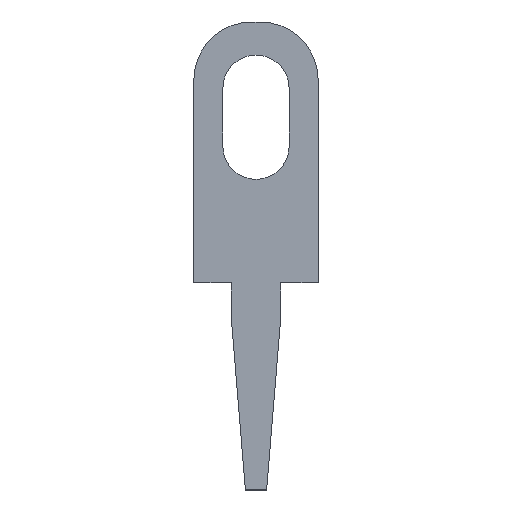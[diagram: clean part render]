
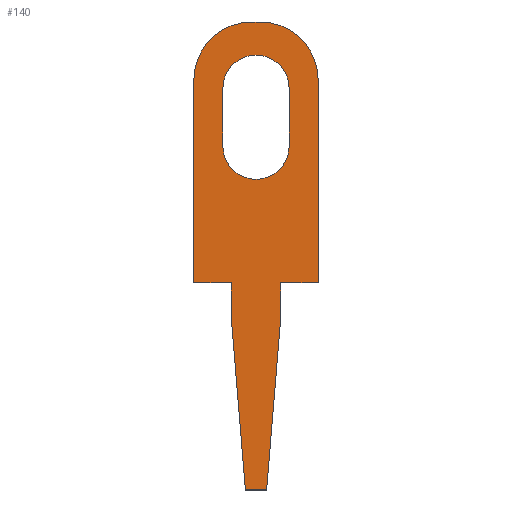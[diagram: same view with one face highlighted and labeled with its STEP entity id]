
A CAD part, top view. The second image highlights one B-rep face of the part: STEP entity #140.
In plain terms, the highlighted planar face has unit normal (0, 0, 1).
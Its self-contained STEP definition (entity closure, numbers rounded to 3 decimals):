
#49 = LINE ( 'NONE', #54, #65 ) ;
#54 = CARTESIAN_POINT ( 'NONE',  ( 0.6, 0., 0.6 ) ) ;
#62 = DIRECTION ( 'NONE',  ( 1., 0., 0. ) ) ;
#65 = VECTOR ( 'NONE', #62, 1000. ) ;
#78 = VERTEX_POINT ( 'NONE', #353 ) ;
#103 = ORIENTED_EDGE ( 'NONE', *, *, #203, .T. ) ;
#105 = VERTEX_POINT ( 'NONE', #399 ) ;
#106 = ORIENTED_EDGE ( 'NONE', *, *, #245, .F. ) ;
#109 = ORIENTED_EDGE ( 'NONE', *, *, #114, .F. ) ;
#110 = ORIENTED_EDGE ( 'NONE', *, *, #236, .F. ) ;
#112 = VERTEX_POINT ( 'NONE', #401 ) ;
#114 = EDGE_CURVE ( 'NONE', #112, #223, #372, .T. ) ;
#132 = EDGE_CURVE ( 'NONE', #151, #174, #376, .T. ) ;
#133 = ORIENTED_EDGE ( 'NONE', *, *, #178, .T. ) ;
#134 = ORIENTED_EDGE ( 'NONE', *, *, #176, .T. ) ;
#135 = VERTEX_POINT ( 'NONE', #425 ) ;
#137 = VERTEX_POINT ( 'NONE', #430 ) ;
#138 = VERTEX_POINT ( 'NONE', #449 ) ;
#139 = ORIENTED_EDGE ( 'NONE', *, *, #147, .T. ) ;
#140 = ADVANCED_FACE ( 'NONE', ( #427, #426 ), #429, .F. ) ;
#141 = EDGE_CURVE ( 'NONE', #177, #78, #470, .T. ) ;
#142 = VERTEX_POINT ( 'NONE', #397 ) ;
#143 = ORIENTED_EDGE ( 'NONE', *, *, #149, .T. ) ;
#144 = VERTEX_POINT ( 'NONE', #396 ) ;
#145 = VERTEX_POINT ( 'NONE', #393 ) ;
#146 = ORIENTED_EDGE ( 'NONE', *, *, #170, .T. ) ;
#147 = EDGE_CURVE ( 'NONE', #137, #145, #466, .T. ) ;
#148 = ORIENTED_EDGE ( 'NONE', *, *, #154, .T. ) ;
#149 = EDGE_CURVE ( 'NONE', #145, #135, #472, .T. ) ;
#150 = ORIENTED_EDGE ( 'NONE', *, *, #132, .T. ) ;
#151 = VERTEX_POINT ( 'NONE', #392 ) ;
#152 = EDGE_CURVE ( 'NONE', #135, #142, #343, .T. ) ;
#153 = ORIENTED_EDGE ( 'NONE', *, *, #152, .T. ) ;
#154 = EDGE_CURVE ( 'NONE', #142, #151, #335, .T. ) ;
#155 = EDGE_CURVE ( 'NONE', #156, #144, #471, .T. ) ;
#156 = VERTEX_POINT ( 'NONE', #413 ) ;
#157 = EDGE_CURVE ( 'NONE', #223, #224, #456, .T. ) ;
#169 = EDGE_LOOP ( 'NONE', ( #171, #146, #139, #143, #153, #148, #150, #175, #134, #133, #173, #103 ) ) ;
#170 = EDGE_CURVE ( 'NONE', #144, #137, #360, .T. ) ;
#171 = ORIENTED_EDGE ( 'NONE', *, *, #155, .T. ) ;
#172 = EDGE_CURVE ( 'NONE', #174, #138, #49, .T. ) ;
#173 = ORIENTED_EDGE ( 'NONE', *, *, #141, .T. ) ;
#174 = VERTEX_POINT ( 'NONE', #591 ) ;
#175 = ORIENTED_EDGE ( 'NONE', *, *, #172, .T. ) ;
#176 = EDGE_CURVE ( 'NONE', #138, #179, #534, .T. ) ;
#177 = VERTEX_POINT ( 'NONE', #617 ) ;
#178 = EDGE_CURVE ( 'NONE', #179, #177, #606, .T. ) ;
#179 = VERTEX_POINT ( 'NONE', #634 ) ;
#203 = EDGE_CURVE ( 'NONE', #78, #156, #523, .T. ) ;
#223 = VERTEX_POINT ( 'NONE', #502 ) ;
#224 = VERTEX_POINT ( 'NONE', #507 ) ;
#225 = EDGE_LOOP ( 'NONE', ( #228, #109, #110, #106 ) ) ;
#228 = ORIENTED_EDGE ( 'NONE', *, *, #157, .F. ) ;
#236 = EDGE_CURVE ( 'NONE', #105, #112, #479, .T. ) ;
#245 = EDGE_CURVE ( 'NONE', #224, #105, #486, .T. ) ;
#332 = DIRECTION ( 'NONE',  ( 0.082, 0.997, 0. ) ) ;
#333 = VECTOR ( 'NONE', #332, 1000. ) ;
#334 = CARTESIAN_POINT ( 'NONE',  ( 0.257, -5., 0.6 ) ) ;
#335 = LINE ( 'NONE', #334, #333 ) ;
#337 = DIRECTION ( 'NONE',  ( 0., -1., 0. ) ) ;
#338 = CARTESIAN_POINT ( 'NONE',  ( -1.5, 0., 0.6 ) ) ;
#339 = DIRECTION ( 'NONE',  ( 1., 0., 0. ) ) ;
#340 = VECTOR ( 'NONE', #339, 1000. ) ;
#341 = CARTESIAN_POINT ( 'NONE',  ( -0.257, -5., 0.6 ) ) ;
#342 = AXIS2_PLACEMENT_3D ( 'NONE', #406, #405, #404 ) ;
#343 = LINE ( 'NONE', #341, #340 ) ;
#344 = DIRECTION ( 'NONE',  ( 0.082, -0.997, 0. ) ) ;
#345 = VECTOR ( 'NONE', #344, 1000. ) ;
#346 = CARTESIAN_POINT ( 'NONE',  ( -0.257, -5., 0.6 ) ) ;
#353 = CARTESIAN_POINT ( 'NONE',  ( -0.1, 6.3, 0.6 ) ) ;
#357 = DIRECTION ( 'NONE',  ( 1., 0., 0. ) ) ;
#358 = VECTOR ( 'NONE', #357, 1000. ) ;
#359 = CARTESIAN_POINT ( 'NONE',  ( -1.5, 0., 0.6 ) ) ;
#360 = LINE ( 'NONE', #359, #358 ) ;
#370 = VECTOR ( 'NONE', #390, 1000. ) ;
#371 = CARTESIAN_POINT ( 'NONE',  ( 0.8, 4.7, 0.6 ) ) ;
#372 = LINE ( 'NONE', #371, #370 ) ;
#376 = LINE ( 'NONE', #418, #417 ) ;
#390 = DIRECTION ( 'NONE',  ( 0., 1., 0. ) ) ;
#391 = CARTESIAN_POINT ( 'NONE',  ( -0.6, 0., 0.6 ) ) ;
#392 = CARTESIAN_POINT ( 'NONE',  ( 0.6, -0.808, 0.6 ) ) ;
#393 = CARTESIAN_POINT ( 'NONE',  ( -0.6, -0.808, 0.6 ) ) ;
#394 = DIRECTION ( 'NONE',  ( -1., 0., 0. ) ) ;
#395 = VECTOR ( 'NONE', #394, 1000. ) ;
#396 = CARTESIAN_POINT ( 'NONE',  ( -1.5, 0., 0.6 ) ) ;
#397 = CARTESIAN_POINT ( 'NONE',  ( 0.257, -5., 0.6 ) ) ;
#399 = CARTESIAN_POINT ( 'NONE',  ( -0.8, 3.3, 0.6 ) ) ;
#401 = CARTESIAN_POINT ( 'NONE',  ( 0.8, 3.3, 0.6 ) ) ;
#404 = DIRECTION ( 'NONE',  ( 1., 0., 0. ) ) ;
#405 = DIRECTION ( 'NONE',  ( 0., 0., 1. ) ) ;
#406 = CARTESIAN_POINT ( 'NONE',  ( 0., 4.7, 0.6 ) ) ;
#412 = VECTOR ( 'NONE', #337, 1000. ) ;
#413 = CARTESIAN_POINT ( 'NONE',  ( -1.5, 4.9, 0.6 ) ) ;
#415 = AXIS2_PLACEMENT_3D ( 'NONE', #461, #468, #467 ) ;
#416 = DIRECTION ( 'NONE',  ( 0., 1., 0. ) ) ;
#417 = VECTOR ( 'NONE', #416, 1000. ) ;
#418 = CARTESIAN_POINT ( 'NONE',  ( 0.6, 0., 0.6 ) ) ;
#425 = CARTESIAN_POINT ( 'NONE',  ( -0.257, -5., 0.6 ) ) ;
#426 = FACE_BOUND ( 'NONE', #225, .T. ) ;
#427 = FACE_OUTER_BOUND ( 'NONE', #169, .T. ) ;
#429 = PLANE ( 'NONE',  #415 ) ;
#430 = CARTESIAN_POINT ( 'NONE',  ( -0.6, 0., 0.6 ) ) ;
#449 = CARTESIAN_POINT ( 'NONE',  ( 1.5, 0., 0.6 ) ) ;
#454 = DIRECTION ( 'NONE',  ( 0., -1., 0. ) ) ;
#455 = VECTOR ( 'NONE', #454, 1000. ) ;
#456 = CIRCLE ( 'NONE', #342, 0.8 ) ;
#461 = CARTESIAN_POINT ( 'NONE',  ( -0.1, 4.9, 0.6 ) ) ;
#466 = LINE ( 'NONE', #391, #455 ) ;
#467 = DIRECTION ( 'NONE',  ( -1., 0., 0. ) ) ;
#468 = DIRECTION ( 'NONE',  ( 0., 0., -1. ) ) ;
#469 = CARTESIAN_POINT ( 'NONE',  ( -0.1, 6.3, 0.6 ) ) ;
#470 = LINE ( 'NONE', #469, #395 ) ;
#471 = LINE ( 'NONE', #338, #412 ) ;
#472 = LINE ( 'NONE', #346, #345 ) ;
#479 = CIRCLE ( 'NONE', #565, 0.8 ) ;
#485 = CARTESIAN_POINT ( 'NONE',  ( -0.8, 4.7, 0.6 ) ) ;
#486 = LINE ( 'NONE', #485, #550 ) ;
#497 = DIRECTION ( 'NONE',  ( -1., 0., 0. ) ) ;
#498 = DIRECTION ( 'NONE',  ( 0., 0., 1. ) ) ;
#499 = CARTESIAN_POINT ( 'NONE',  ( 0.1, 4.9, 0.6 ) ) ;
#500 = AXIS2_PLACEMENT_3D ( 'NONE', #499, #498, #497 ) ;
#502 = CARTESIAN_POINT ( 'NONE',  ( 0.8, 4.7, 0.6 ) ) ;
#503 = CARTESIAN_POINT ( 'NONE',  ( 0., 3.3, 0.6 ) ) ;
#507 = CARTESIAN_POINT ( 'NONE',  ( -0.8, 4.7, 0.6 ) ) ;
#523 = CIRCLE ( 'NONE', #548, 1.4 ) ;
#533 = CARTESIAN_POINT ( 'NONE',  ( 1.5, 0., 0.6 ) ) ;
#534 = LINE ( 'NONE', #533, #536 ) ;
#535 = DIRECTION ( 'NONE',  ( 0., 1., 0. ) ) ;
#536 = VECTOR ( 'NONE', #535, 1000. ) ;
#545 = DIRECTION ( 'NONE',  ( -1., 0., 0. ) ) ;
#546 = DIRECTION ( 'NONE',  ( 0., 0., 1. ) ) ;
#547 = CARTESIAN_POINT ( 'NONE',  ( -0.1, 4.9, 0.6 ) ) ;
#548 = AXIS2_PLACEMENT_3D ( 'NONE', #547, #546, #545 ) ;
#549 = DIRECTION ( 'NONE',  ( 0., -1., 0. ) ) ;
#550 = VECTOR ( 'NONE', #549, 1000. ) ;
#563 = DIRECTION ( 'NONE',  ( 1., 0., 0. ) ) ;
#564 = DIRECTION ( 'NONE',  ( 0., 0., 1. ) ) ;
#565 = AXIS2_PLACEMENT_3D ( 'NONE', #503, #564, #563 ) ;
#591 = CARTESIAN_POINT ( 'NONE',  ( 0.6, 0., 0.6 ) ) ;
#606 = CIRCLE ( 'NONE', #500, 1.4 ) ;
#617 = CARTESIAN_POINT ( 'NONE',  ( 0.1, 6.3, 0.6 ) ) ;
#634 = CARTESIAN_POINT ( 'NONE',  ( 1.5, 4.9, 0.6 ) ) ;
